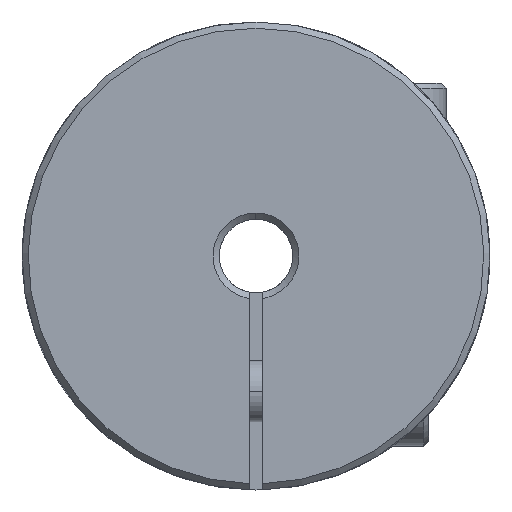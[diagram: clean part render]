
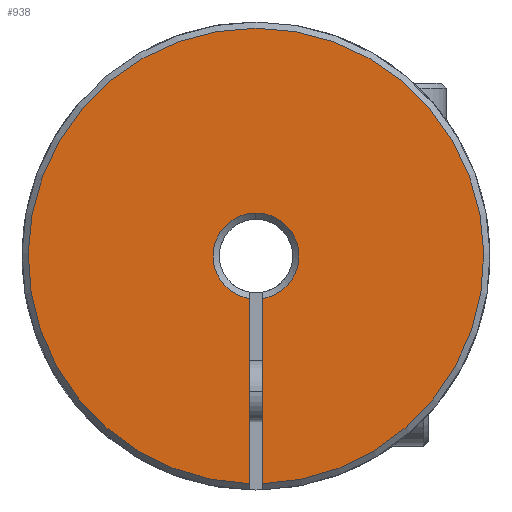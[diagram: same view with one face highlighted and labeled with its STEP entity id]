
A CAD part, left-side view. The second image highlights one B-rep face of the part: STEP entity #938.
In plain terms, the highlighted planar face has unit normal (-1, 0, 0).
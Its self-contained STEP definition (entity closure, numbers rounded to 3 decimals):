
#161 = EDGE_LOOP ( 'NONE', ( #294, #295, #296, #297, #298 ) ) ;
#294 = ORIENTED_EDGE ( 'NONE', *, *, #665, .F. ) ;
#295 = ORIENTED_EDGE ( 'NONE', *, *, #664, .T. ) ;
#296 = ORIENTED_EDGE ( 'NONE', *, *, #659, .T. ) ;
#297 = ORIENTED_EDGE ( 'NONE', *, *, #2754, .T. ) ;
#298 = ORIENTED_EDGE ( 'NONE', *, *, #656, .T. ) ;
#394 = VERTEX_POINT ( 'NONE', #1398 ) ;
#395 = VERTEX_POINT ( 'NONE', #1399 ) ;
#420 = VERTEX_POINT ( 'NONE', #1424 ) ;
#421 = VERTEX_POINT ( 'NONE', #1425 ) ;
#422 = VERTEX_POINT ( 'NONE', #1426 ) ;
#656 = EDGE_CURVE ( 'NONE', #394, #421, #1706, .T. ) ;
#659 = EDGE_CURVE ( 'NONE', #422, #395, #1707, .T. ) ;
#664 = EDGE_CURVE ( 'NONE', #420, #422, #1715, .T. ) ;
#665 = EDGE_CURVE ( 'NONE', #420, #421, #1713, .T. ) ;
#810 = AXIS2_PLACEMENT_3D ( 'NONE', #1604, #1612, #1613 ) ;
#811 = AXIS2_PLACEMENT_3D ( 'NONE', #1660, #1665, #1666 ) ;
#862 = AXIS2_PLACEMENT_3D ( 'NONE', #2236, #2249, #2250 ) ;
#933 = AXIS2_PLACEMENT_3D ( 'NONE', #2555, #2557, #2558 ) ;
#938 = ADVANCED_FACE ( 'NONE', ( #1897 ), #2246, .F. ) ;
#1398 = CARTESIAN_POINT ( 'NONE',  ( -11.45, 0., 1.754 ) ) ;
#1399 = CARTESIAN_POINT ( 'NONE',  ( -11.45, 0.25, -1.736 ) ) ;
#1424 = CARTESIAN_POINT ( 'NONE',  ( -11.45, -0.25, -9.293 ) ) ;
#1425 = CARTESIAN_POINT ( 'NONE',  ( -11.45, -0.25, -1.736 ) ) ;
#1426 = CARTESIAN_POINT ( 'NONE',  ( -11.45, 0.25, -9.293 ) ) ;
#1604 = CARTESIAN_POINT ( 'NONE',  ( -11.45, 0., 0. ) ) ;
#1608 = CARTESIAN_POINT ( 'NONE',  ( -11.45, 0.25, -9.55 ) ) ;
#1612 = DIRECTION ( 'NONE',  ( 1., 0., 0. ) ) ;
#1613 = DIRECTION ( 'NONE',  ( 0., 0., -1. ) ) ;
#1652 = DIRECTION ( 'NONE',  ( 0., 0., 1. ) ) ;
#1660 = CARTESIAN_POINT ( 'NONE',  ( -11.45, 0., 0. ) ) ;
#1665 = DIRECTION ( 'NONE',  ( -1., 0., 0. ) ) ;
#1666 = DIRECTION ( 'NONE',  ( 0., 0., -1. ) ) ;
#1667 = CARTESIAN_POINT ( 'NONE',  ( -11.45, -0.25, -9.55 ) ) ;
#1668 = DIRECTION ( 'NONE',  ( 0., 0., 1. ) ) ;
#1702 = VECTOR ( 'NONE', #1652, 1000. ) ;
#1706 = CIRCLE ( 'NONE', #810, 1.754 ) ;
#1707 = LINE ( 'NONE', #1608, #1702 ) ;
#1713 = LINE ( 'NONE', #1667, #1714 ) ;
#1714 = VECTOR ( 'NONE', #1668, 1000. ) ;
#1715 = CIRCLE ( 'NONE', #811, 9.296 ) ;
#1897 = FACE_OUTER_BOUND ( 'NONE', #161, .T. ) ;
#2236 = CARTESIAN_POINT ( 'NONE',  ( -11.45, 0., 0. ) ) ;
#2246 = PLANE ( 'NONE',  #862 ) ;
#2249 = DIRECTION ( 'NONE',  ( 1., 0., 0. ) ) ;
#2250 = DIRECTION ( 'NONE',  ( 0., 0., -1. ) ) ;
#2555 = CARTESIAN_POINT ( 'NONE',  ( -11.45, 0., 0. ) ) ;
#2557 = DIRECTION ( 'NONE',  ( 1., 0., 0. ) ) ;
#2558 = DIRECTION ( 'NONE',  ( 0., 0., -1. ) ) ;
#2646 = CIRCLE ( 'NONE', #933, 1.754 ) ;
#2754 = EDGE_CURVE ( 'NONE', #395, #394, #2646, .T. ) ;
